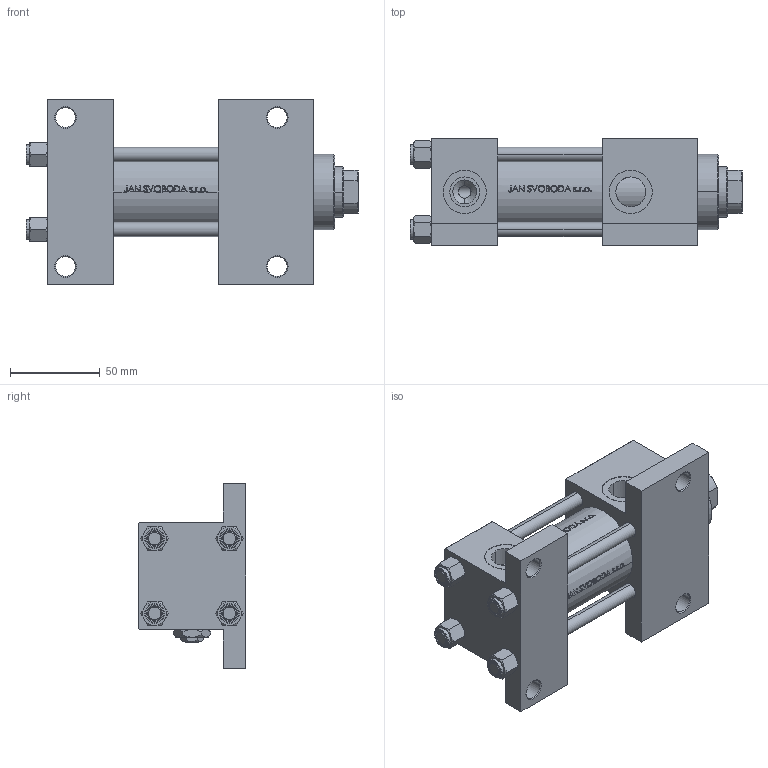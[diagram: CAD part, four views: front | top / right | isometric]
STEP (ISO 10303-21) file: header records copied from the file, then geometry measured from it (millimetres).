
FILE_DESCRIPTION (( 'STEP AP203' ), '1' );
FILE_NAME ('b3b6.STEP', '2022-04-16T01:32:49', ( '' ), ( '' ), 'SwSTEP 2.0', 'SolidWorks 2019', '' );
FILE_SCHEMA (( 'CONFIG_CONTROL_DESIGN' ));
Length unit declared in the file: millimetre
Products named in the file (7): V215_VC_A f347417575f62cf40ee9d1a1a3cb3e10; V215CR_G_TYCINKA f347417575f62cf40ee9d1a1a3cb3e10; b3b6; NUT_M5_G f347417575f62cf40ee9d1a1a3cb3e10; V215CR_VCP_G f347417575f62cf40ee9d1a1a3cb3e10; V215CR_G_Body f347417575f62cf40ee9d1a1a3cb3e10; Zatka_pro_OIL_PORT f347417575f62cf40ee9d1a1a3cb3e10
Assembly tree (16 placements, depth 2):
  b3b6
    V215CR_G_Body f347417575f62cf40ee9d1a1a3cb3e10
    V215CR_VCP_G f347417575f62cf40ee9d1a1a3cb3e10
    V215CR_G_TYCINKA f347417575f62cf40ee9d1a1a3cb3e10  x6
    NUT_M5_G f347417575f62cf40ee9d1a1a3cb3e10  x6
    V215_VC_A f347417575f62cf40ee9d1a1a3cb3e10
    Zatka_pro_OIL_PORT f347417575f62cf40ee9d1a1a3cb3e10
Bounding box: 185 x 60 x 103 mm (x, y, z)
Volume: 484309.1 mm3; surface area: 129799.7 mm2
Topology: 16 solids, 16 shells, 1217 faces, 3034 edges, 1933 vertices
Faces by surface type: plane 476, bspline 380, cone 208, cylinder 141, torus 12
Entity records: 49297 total; most frequent: CARTESIAN_POINT 26446, ORIENTED_EDGE 5224, DIRECTION 3244, EDGE_CURVE 2612, VERTEX_POINT 1693, LINE 1334, VECTOR 1334, EDGE_LOOP 1119
